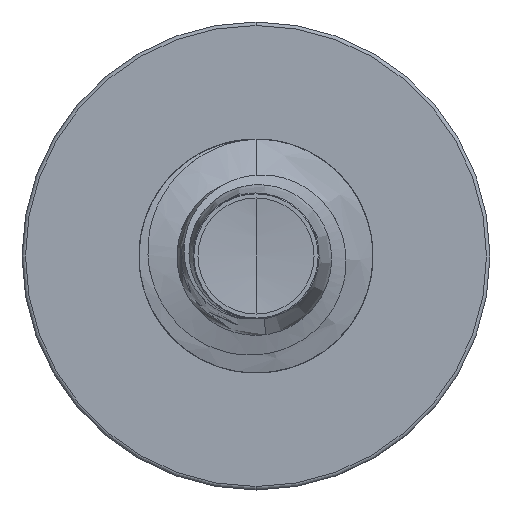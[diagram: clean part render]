
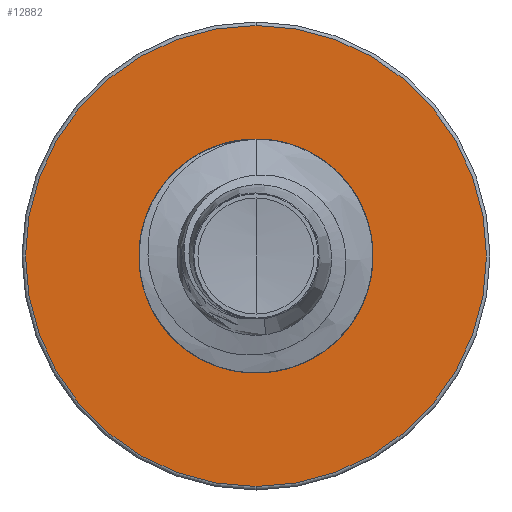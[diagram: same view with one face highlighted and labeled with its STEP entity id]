
A CAD part, front view. The second image highlights one B-rep face of the part: STEP entity #12882.
In plain terms, the highlighted planar face has unit normal (0, -1, 0).
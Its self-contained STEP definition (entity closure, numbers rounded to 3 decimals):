
#53 = CIRCLE ( 'NONE', #22114, 2.415 ) ;
#910 = EDGE_CURVE ( 'NONE', #24260, #20762, #53, .T. ) ;
#3646 = EDGE_CURVE ( 'NONE', #18103, #20111, #3872, .T. ) ;
#3872 = CIRCLE ( 'NONE', #21158, 4.925 ) ;
#4621 = ORIENTED_EDGE ( 'NONE', *, *, #25371, .F. ) ;
#5553 = ORIENTED_EDGE ( 'NONE', *, *, #910, .T. ) ;
#5572 = AXIS2_PLACEMENT_3D ( 'NONE', #14610, #28451, #16949 ) ;
#5793 = AXIS2_PLACEMENT_3D ( 'NONE', #22962, #9448, #24831 ) ;
#6480 = DIRECTION ( 'NONE',  ( 0., 1., 0. ) ) ;
#7032 = CIRCLE ( 'NONE', #5572, 4.925 ) ;
#9067 = DIRECTION ( 'NONE',  ( 0., 0., 1. ) ) ;
#9114 = DIRECTION ( 'NONE',  ( 0., 1., 0. ) ) ;
#9151 = CARTESIAN_POINT ( 'NONE',  ( 0., 27.5, 0. ) ) ;
#9448 = DIRECTION ( 'NONE',  ( 0., 1., 0. ) ) ;
#12191 = ORIENTED_EDGE ( 'NONE', *, *, #25349, .T. ) ;
#12882 = ADVANCED_FACE ( 'NONE', ( #17847, #22517 ), #19047, .F. ) ;
#13396 = CIRCLE ( 'NONE', #5793, 2.415 ) ;
#14610 = CARTESIAN_POINT ( 'NONE',  ( 0., 27.5, 0. ) ) ;
#14689 = AXIS2_PLACEMENT_3D ( 'NONE', #21029, #6480, #22929 ) ;
#16949 = DIRECTION ( 'NONE',  ( 0., 0., 1. ) ) ;
#17750 = ORIENTED_EDGE ( 'NONE', *, *, #3646, .F. ) ;
#17847 = FACE_OUTER_BOUND ( 'NONE', #21151, .T. ) ;
#18103 = VERTEX_POINT ( 'NONE', #19563 ) ;
#19047 = PLANE ( 'NONE',  #14689 ) ;
#19563 = CARTESIAN_POINT ( 'NONE',  ( 0., 27.5, 4.925 ) ) ;
#20111 = VERTEX_POINT ( 'NONE', #23489 ) ;
#20762 = VERTEX_POINT ( 'NONE', #27219 ) ;
#21029 = CARTESIAN_POINT ( 'NONE',  ( 0., 27.5, -2.415 ) ) ;
#21151 = EDGE_LOOP ( 'NONE', ( #17750, #4621 ) ) ;
#21158 = AXIS2_PLACEMENT_3D ( 'NONE', #9151, #9114, #9067 ) ;
#22114 = AXIS2_PLACEMENT_3D ( 'NONE', #25145, #22958, #25836 ) ;
#22517 = FACE_BOUND ( 'NONE', #25330, .T. ) ;
#22929 = DIRECTION ( 'NONE',  ( 0., 0., 1. ) ) ;
#22958 = DIRECTION ( 'NONE',  ( 0., 1., 0. ) ) ;
#22962 = CARTESIAN_POINT ( 'NONE',  ( 0., 27.5, 0. ) ) ;
#23489 = CARTESIAN_POINT ( 'NONE',  ( 0., 27.5, -4.925 ) ) ;
#24260 = VERTEX_POINT ( 'NONE', #29867 ) ;
#24831 = DIRECTION ( 'NONE',  ( 0., 0., 1. ) ) ;
#25145 = CARTESIAN_POINT ( 'NONE',  ( 0., 27.5, 0. ) ) ;
#25330 = EDGE_LOOP ( 'NONE', ( #12191, #5553 ) ) ;
#25349 = EDGE_CURVE ( 'NONE', #20762, #24260, #13396, .T. ) ;
#25371 = EDGE_CURVE ( 'NONE', #20111, #18103, #7032, .T. ) ;
#25836 = DIRECTION ( 'NONE',  ( 0., 0., 1. ) ) ;
#27219 = CARTESIAN_POINT ( 'NONE',  ( 0., 27.5, 2.415 ) ) ;
#28451 = DIRECTION ( 'NONE',  ( 0., 1., 0. ) ) ;
#29867 = CARTESIAN_POINT ( 'NONE',  ( 0., 27.5, -2.415 ) ) ;
